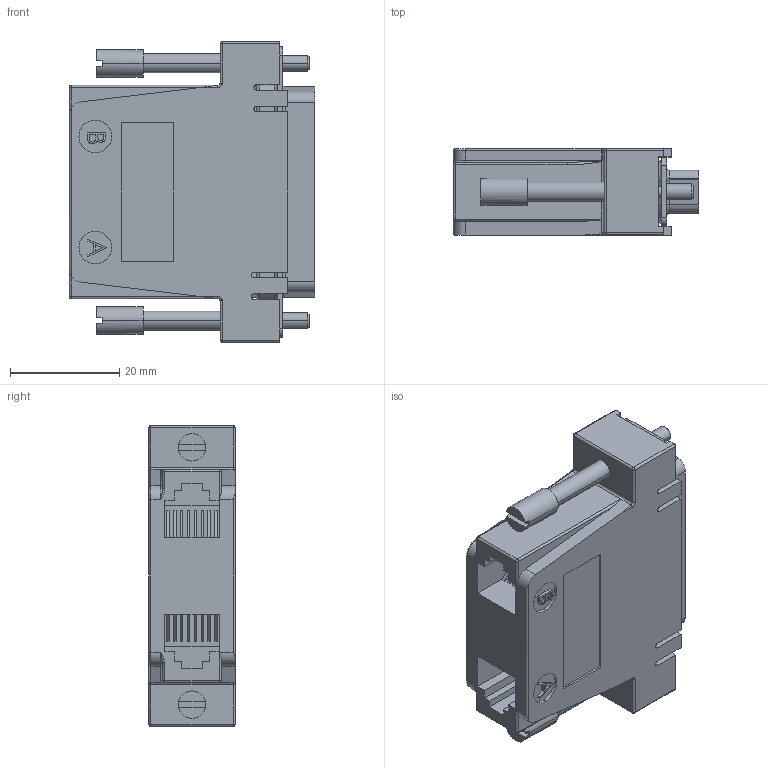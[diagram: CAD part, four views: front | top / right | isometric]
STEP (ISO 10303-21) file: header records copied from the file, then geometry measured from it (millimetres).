
FILE_DESCRIPTION (( 'STEP AP203' ), '1' );
FILE_NAME ('RA2588F.STEP', '2006-06-23T20:12:31', ( 'lcom' ), ( 'lcom' ), 'SwSTEP 2.0', 'SolidWorks 2006004', '' );
FILE_SCHEMA (( 'CONFIG_CONTROL_DESIGN' ));
Length unit declared in the file: inch
Products named in the file (6): C&P25F; RA2588F; SP9774-MA1; RA2588-MA1_CSMN9 Screw; CRIMP&POKE F
Assembly tree (30 placements, depth 3):
  RA2588F
    C&P25F
      CRIMP&POKE F  x25
      C&P25F
    SP9774-MA1
    RA2588-MA1_CSMN9 Screw  x2
Bounding box: 44.92 x 15.8 x 54.99 mm (x, y, z)
Volume: 18063.5 mm3; surface area: 17613.2 mm2
Topology: 29 solids, 29 shells, 1537 faces, 3967 edges, 2598 vertices
Faces by surface type: plane 734, cylinder 598, cone 129, bspline 38, torus 28, sphere 10
Entity records: 26042 total; most frequent: CARTESIAN_POINT 7962, DIRECTION 3505, ORIENTED_EDGE 3414, EDGE_CURVE 1707, AXIS2_PLACEMENT_3D 1224, VERTEX_POINT 1108, LINE 1057, VECTOR 1057
